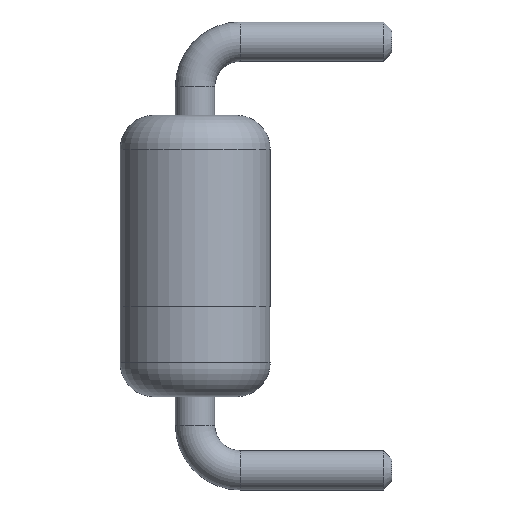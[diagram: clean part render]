
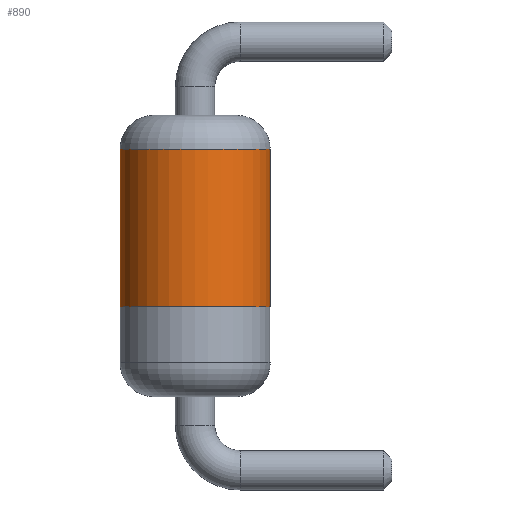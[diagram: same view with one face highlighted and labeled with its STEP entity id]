
A CAD part, front view. The second image highlights one B-rep face of the part: STEP entity #890.
In plain terms, the highlighted cylindrical face has radius 1.335 mm (diameter 2.67 mm), a partial arc.
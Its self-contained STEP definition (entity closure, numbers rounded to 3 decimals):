
#11 = AXIS2_PLACEMENT_3D ( 'NONE', #171, #170, #159 ) ;
#141 = DIRECTION ( 'NONE',  ( 1., 0., 0. ) ) ;
#143 = DIRECTION ( 'NONE',  ( 1., 0., 0. ) ) ;
#159 = DIRECTION ( 'NONE',  ( -1., 0., 0. ) ) ;
#170 = DIRECTION ( 'NONE',  ( 0., 0., -1. ) ) ;
#171 = CARTESIAN_POINT ( 'NONE',  ( 0., 0., 5. ) ) ;
#235 = CARTESIAN_POINT ( 'NONE',  ( -1.335, 0., 5. ) ) ;
#273 = CARTESIAN_POINT ( 'NONE',  ( -1.335, 0., 4.4 ) ) ;
#278 = CARTESIAN_POINT ( 'NONE',  ( 1.335, 0., 4.4 ) ) ;
#282 = DIRECTION ( 'NONE',  ( 0., 0., 1. ) ) ;
#306 = CARTESIAN_POINT ( 'NONE',  ( 1.335, 0., 5. ) ) ;
#345 = CARTESIAN_POINT ( 'NONE',  ( 1.335, 0., 1.599 ) ) ;
#362 = DIRECTION ( 'NONE',  ( 0., 0., -1. ) ) ;
#364 = CARTESIAN_POINT ( 'NONE',  ( 0., 0., 1.599 ) ) ;
#403 = CARTESIAN_POINT ( 'NONE',  ( -1.335, 0., 1.599 ) ) ;
#406 = DIRECTION ( 'NONE',  ( 0., 0., -1. ) ) ;
#432 = CARTESIAN_POINT ( 'NONE',  ( 0., 0., 4.4 ) ) ;
#444 = DIRECTION ( 'NONE',  ( 0., 0., -1. ) ) ;
#467 = VERTEX_POINT ( 'NONE', #273 ) ;
#485 = CIRCLE ( 'NONE', #805, 1.335 ) ;
#488 = VERTEX_POINT ( 'NONE', #345 ) ;
#491 = VERTEX_POINT ( 'NONE', #403 ) ;
#499 = VECTOR ( 'NONE', #444, 1000. ) ;
#500 = LINE ( 'NONE', #235, #499 ) ;
#519 = VERTEX_POINT ( 'NONE', #278 ) ;
#607 = ORIENTED_EDGE ( 'NONE', *, *, #817, .T. ) ;
#608 = ORIENTED_EDGE ( 'NONE', *, *, #795, .T. ) ;
#609 = ORIENTED_EDGE ( 'NONE', *, *, #808, .T. ) ;
#610 = ORIENTED_EDGE ( 'NONE', *, *, #819, .F. ) ;
#672 = EDGE_LOOP ( 'NONE', ( #610, #609, #608, #607 ) ) ;
#704 = CIRCLE ( 'NONE', #798, 1.335 ) ;
#716 = LINE ( 'NONE', #306, #717 ) ;
#717 = VECTOR ( 'NONE', #362, 1000. ) ;
#795 = EDGE_CURVE ( 'NONE', #467, #491, #500, .T. ) ;
#798 = AXIS2_PLACEMENT_3D ( 'NONE', #432, #406, #141 ) ;
#805 = AXIS2_PLACEMENT_3D ( 'NONE', #364, #282, #143 ) ;
#808 = EDGE_CURVE ( 'NONE', #519, #467, #704, .T. ) ;
#817 = EDGE_CURVE ( 'NONE', #491, #488, #485, .T. ) ;
#819 = EDGE_CURVE ( 'NONE', #519, #488, #716, .T. ) ;
#890 = ADVANCED_FACE ( 'NONE', ( #959 ), #954, .T. ) ;
#954 = CYLINDRICAL_SURFACE ( 'NONE', #11, 1.335 ) ;
#959 = FACE_OUTER_BOUND ( 'NONE', #672, .T. ) ;
